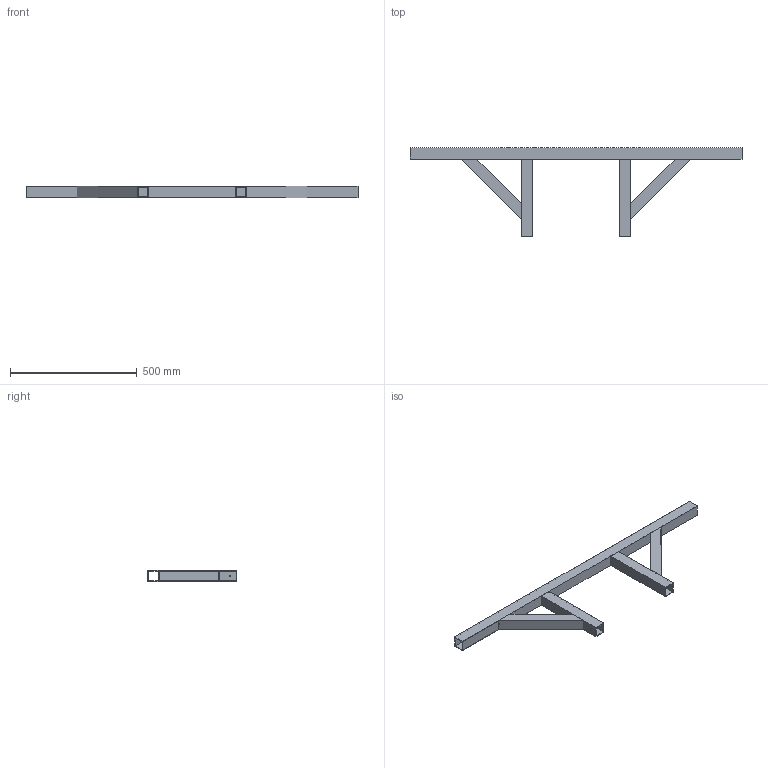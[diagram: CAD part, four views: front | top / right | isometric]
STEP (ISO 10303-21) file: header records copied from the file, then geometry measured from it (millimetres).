
FILE_DESCRIPTION(/* description */ (''),/* implementation_level */ '2;1');
FILE_NAME(/* name */ 'GE-18087.iam.stp',/* time_stamp */ '2018-01-01T11:23:24-08:00',/* author */ ('PhillipD'),/* organization */ (''),/* preprocessor_version */ 'ST-DEVELOPER v16.13',/* originating_system */ 'Autodesk Inventor 2018',/* authorisation */ '');
FILE_SCHEMA (('AUTOMOTIVE_DESIGN { 1 0 10303 214 3 1 1 }'));
Length unit declared in the file: inch
Products named in the file (4): GE-18087; GE-18087-3; GE-18087-1; GE-18087-2
Assembly tree (5 placements, depth 2):
  GE-18087
    GE-18087-1  x2
    GE-18087-3
    GE-18087-2  x2
Bounding box: 1311.28 x 349.25 x 44.45 mm (x, y, z)
Volume: 1313120.3 mm3; surface area: 833468.9 mm2
Topology: 5 solids, 5 shells, 54 faces, 132 edges, 88 vertices
Faces by surface type: plane 50, cylinder 4
Full cylindrical faces by diameter (mm): 4.915 x4
Entity records: 1169 total; most frequent: CARTESIAN_POINT 169, DIRECTION 162, ORIENTED_EDGE 152, EDGE_CURVE 76, LINE 72, VECTOR 72, VERTEX_POINT 52, AXIS2_PLACEMENT_3D 45
